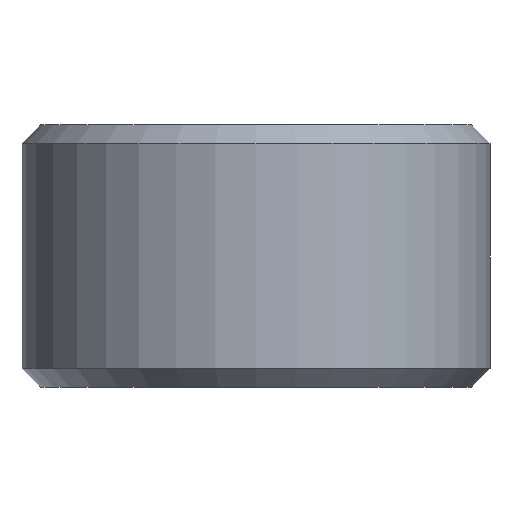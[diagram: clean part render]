
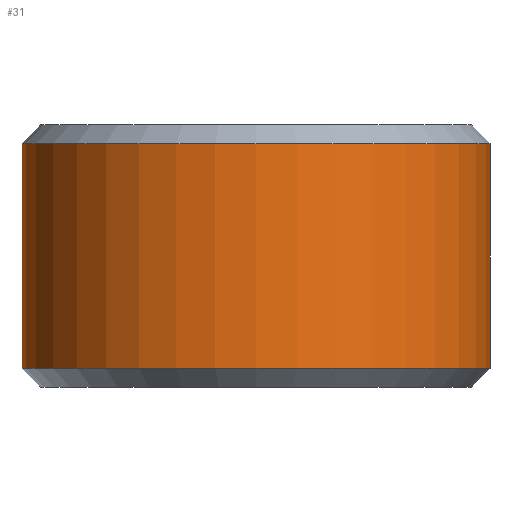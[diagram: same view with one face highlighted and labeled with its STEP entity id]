
A CAD part, front view. The second image highlights one B-rep face of the part: STEP entity #31.
In plain terms, the highlighted cylindrical face has radius 7.938 mm (diameter 15.875 mm), a partial arc.
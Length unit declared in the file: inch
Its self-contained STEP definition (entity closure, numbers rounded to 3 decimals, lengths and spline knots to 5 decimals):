
#6 = ORIENTED_EDGE ( 'NONE', *, *, #391, .T. ) ;
#12 = EDGE_CURVE ( 'NONE', #141, #164, #266, .T. ) ;
#31 = ADVANCED_FACE ( 'NONE', ( #308 ), #40, .T. ) ;
#40 = CYLINDRICAL_SURFACE ( 'NONE', #180, 0.3125 ) ;
#44 = CIRCLE ( 'NONE', #412, 0.3125 ) ;
#85 = DIRECTION ( 'NONE',  ( 1., 0., 0. ) ) ;
#87 = DIRECTION ( 'NONE',  ( 0., 0., -1. ) ) ;
#100 = DIRECTION ( 'NONE',  ( 0., 0., -1. ) ) ;
#115 = LINE ( 'NONE', #271, #124 ) ;
#124 = VECTOR ( 'NONE', #87, 39.37008 ) ;
#126 = ORIENTED_EDGE ( 'NONE', *, *, #12, .T. ) ;
#131 = CARTESIAN_POINT ( 'NONE',  ( -0.3125, 0., -0.075 ) ) ;
#133 = CARTESIAN_POINT ( 'NONE',  ( -0.3125, 0., 0.25 ) ) ;
#139 = EDGE_LOOP ( 'NONE', ( #244, #126, #482, #6 ) ) ;
#141 = VERTEX_POINT ( 'NONE', #173 ) ;
#148 = DIRECTION ( 'NONE',  ( -1., 0., 0. ) ) ;
#149 = VECTOR ( 'NONE', #100, 39.37008 ) ;
#164 = VERTEX_POINT ( 'NONE', #444 ) ;
#173 = CARTESIAN_POINT ( 'NONE',  ( 0.3125, 0., 0.225 ) ) ;
#178 = VERTEX_POINT ( 'NONE', #131 ) ;
#180 = AXIS2_PLACEMENT_3D ( 'NONE', #343, #450, #148 ) ;
#184 = CARTESIAN_POINT ( 'NONE',  ( 0., 0., 0.225 ) ) ;
#226 = DIRECTION ( 'NONE',  ( 0., 0., -1. ) ) ;
#227 = EDGE_CURVE ( 'NONE', #141, #410, #115, .T. ) ;
#232 = LINE ( 'NONE', #133, #149 ) ;
#234 = CARTESIAN_POINT ( 'NONE',  ( 0., 0., -0.075 ) ) ;
#244 = ORIENTED_EDGE ( 'NONE', *, *, #227, .F. ) ;
#266 = CIRCLE ( 'NONE', #337, 0.3125 ) ;
#271 = CARTESIAN_POINT ( 'NONE',  ( 0.3125, 0., 0.25 ) ) ;
#277 = DIRECTION ( 'NONE',  ( 1., 0., 0. ) ) ;
#308 = FACE_OUTER_BOUND ( 'NONE', #139, .T. ) ;
#337 = AXIS2_PLACEMENT_3D ( 'NONE', #184, #226, #85 ) ;
#343 = CARTESIAN_POINT ( 'NONE',  ( 0., 0., 0.25 ) ) ;
#391 = EDGE_CURVE ( 'NONE', #178, #410, #44, .T. ) ;
#410 = VERTEX_POINT ( 'NONE', #436 ) ;
#412 = AXIS2_PLACEMENT_3D ( 'NONE', #234, #463, #277 ) ;
#436 = CARTESIAN_POINT ( 'NONE',  ( 0.3125, 0., -0.075 ) ) ;
#444 = CARTESIAN_POINT ( 'NONE',  ( -0.3125, 0., 0.225 ) ) ;
#450 = DIRECTION ( 'NONE',  ( 0., 0., -1. ) ) ;
#451 = EDGE_CURVE ( 'NONE', #164, #178, #232, .T. ) ;
#463 = DIRECTION ( 'NONE',  ( 0., 0., 1. ) ) ;
#482 = ORIENTED_EDGE ( 'NONE', *, *, #451, .T. ) ;
